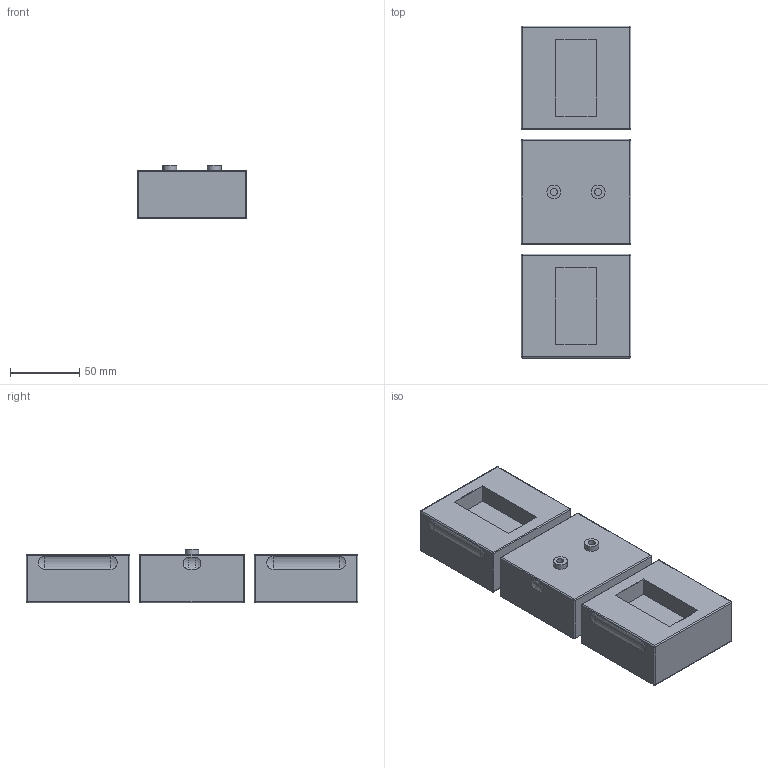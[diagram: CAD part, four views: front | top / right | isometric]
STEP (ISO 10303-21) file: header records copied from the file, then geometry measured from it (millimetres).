
FILE_DESCRIPTION((''),'2;1');
FILE_NAME('080-2506.stp','2015-03-12T09:46:38',('Dayne Stauffer'),(''),'Autodesk Inventor 2013','Autodesk Inventor 2013','');
FILE_SCHEMA(('AUTOMOTIVE_DESIGN { 1 0 10303 214 1 1 1 1 }'));
Length unit declared in the file: millimetre
Products named in the file (3): 080-2506; 080-2554; 080-2512
Assembly tree (3 placements, depth 2):
  080-2506
    080-2554
    080-2512  x2
Bounding box: 79.4 x 240 x 39 mm (x, y, z)
Volume: 579123.8 mm3; surface area: 74690.5 mm2
Topology: 3 solids, 3 shells, 140 faces, 302 edges, 162 vertices
Faces by surface type: cylinder 56, plane 38, sphere 36, torus 8, cone 2
Full cylindrical faces by diameter (mm): 5.2 x2, 9.14 x2, 9.65 x4, 10 x2
Entity records: 2474 total; most frequent: DIRECTION 468, CARTESIAN_POINT 401, ORIENTED_EDGE 344, AXIS2_PLACEMENT_3D 197, EDGE_CURVE 172, EDGE_LOOP 124, VERTEX_POINT 106, FACE_OUTER_BOUND 97
